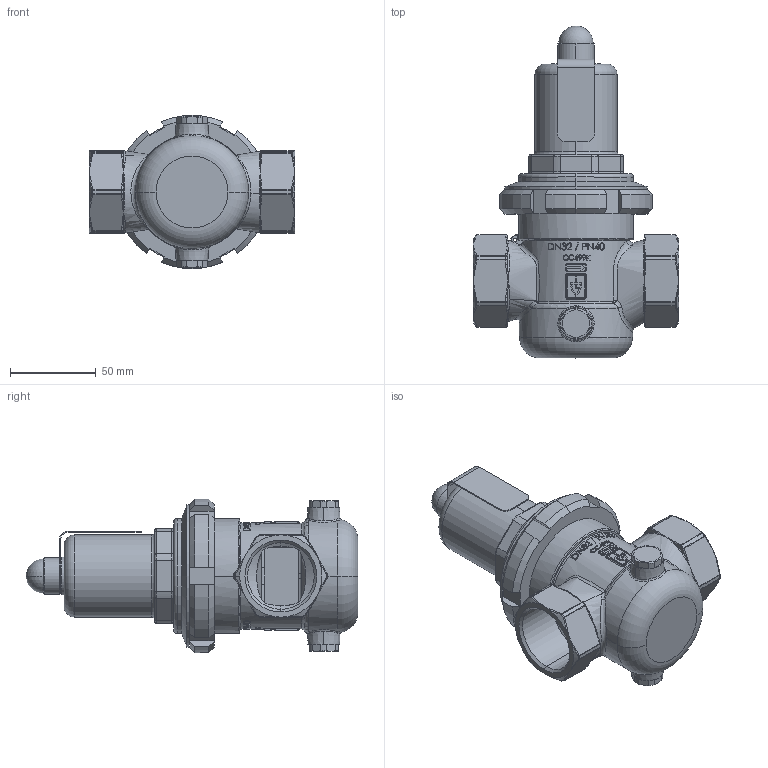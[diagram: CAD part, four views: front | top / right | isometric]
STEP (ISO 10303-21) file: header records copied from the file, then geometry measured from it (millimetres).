
FILE_DESCRIPTION (( 'STEP AP214' ), '1' );
FILE_NAME ('681mGFO-LP-32-f+f-32+32.STEP', '2016-04-12T13:02:09', ( '' ), ( '' ), 'SwSTEP 2.0', 'SolidWorks 2016', '' );
FILE_SCHEMA (( 'AUTOMOTIVE_DESIGN' ));
Length unit declared in the file: millimetre
Products named in the file (1): 681mGFO-LP-32-f+f-32+32
Bounding box: 120 x 193.76 x 89.5 mm (x, y, z)
Volume: 232313 mm3; surface area: 125358.7 mm2
Topology: 8 solids, 8 shells, 1452 faces, 3604 edges, 2191 vertices
Faces by surface type: plane 429, bspline 386, cylinder 356, torus 133, cone 110, sphere 38
Entity records: 77915 total; most frequent: CARTESIAN_POINT 30196, ORIENTED_EDGE 7090, DIRECTION 5951, EDGE_CURVE 3545, AXIS2_PLACEMENT_3D 2323, VERTEX_POINT 2188, EDGE_LOOP 1551, UNCERTAINTY_MEASURE_WITH_UNIT 1462
